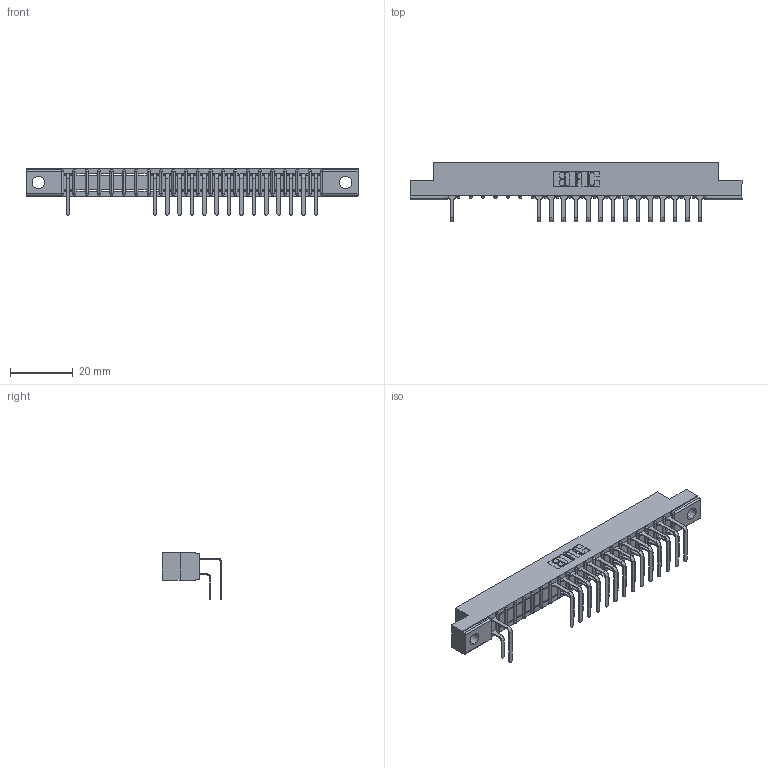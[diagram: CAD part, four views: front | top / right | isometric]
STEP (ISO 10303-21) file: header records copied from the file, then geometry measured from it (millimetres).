
FILE_DESCRIPTION (( 'STEP AP203' ), '1' );
FILE_NAME ('357-021-558-102.STEP', '2018-08-08T11:50:38', ( '' ), ( '' ), 'SwSTEP 2.0', 'SolidWorks 2016', '' );
FILE_SCHEMA (( 'CONFIG_CONTROL_DESIGN' ));
Length unit declared in the file: inch
Products named in the file (4): 357-021-558-102; 307 Part_.128 Dia Mounting Holes; 307-290-001_558 559 - 1 (Single); 307-290-001_558 - 2 (Single)
Assembly tree (30 placements, depth 2):
  357-021-558-102
    307 Part_.128 Dia Mounting Holes
    307-290-001_558 559 - 1 (Single)  x14
    307-290-001_558 - 2 (Single)  x15
Bounding box: 106.22 x 18.96 x 14.81 mm (x, y, z)
Volume: 6822.3 mm3; surface area: 11584.2 mm2
Topology: 30 solids, 30 shells, 1720 faces, 4857 edges, 3138 vertices
Faces by surface type: plane 1105, cylinder 571, sphere 44
Entity records: 22297 total; most frequent: CARTESIAN_POINT 3710, ORIENTED_EDGE 3686, DIRECTION 3629, EDGE_CURVE 1843, LINE 1403, VECTOR 1403, VERTEX_POINT 1194, AXIS2_PLACEMENT_3D 1113
